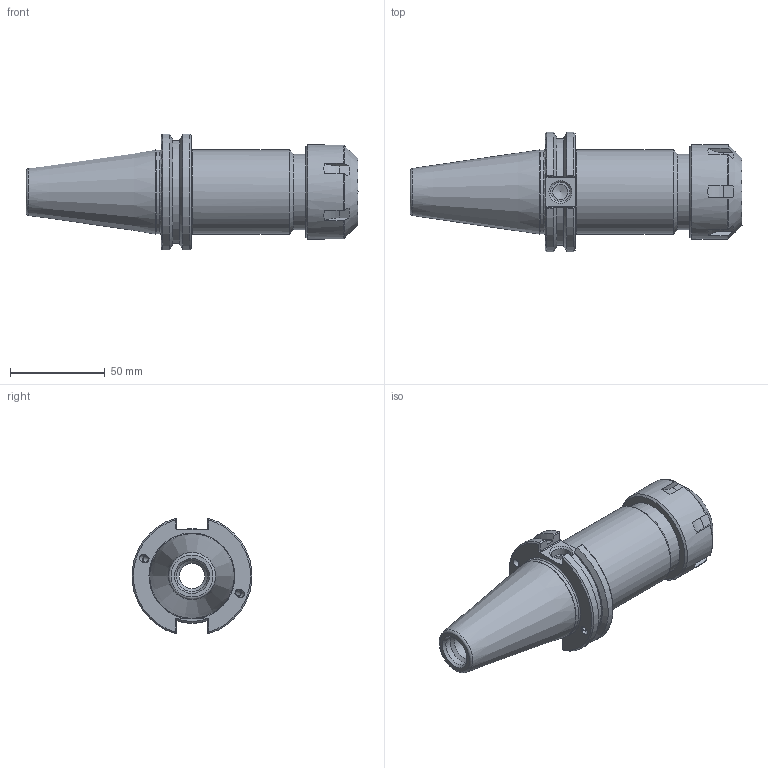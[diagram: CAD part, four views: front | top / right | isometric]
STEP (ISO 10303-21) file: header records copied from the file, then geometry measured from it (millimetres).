
FILE_DESCRIPTION((''),'2;1');
FILE_NAME('C40BC-32ERC422.iam.stp','2014-06-23T10:32:10',(''),(''),'Autodesk Inventor 2012','Autodesk Inventor 2012','');
FILE_SCHEMA(('AUTOMOTIVE_DESIGN { 1 0 10303 214 1 1 1 1 }'));
Length unit declared in the file: inch
Products named in the file (3): C40BC-32ERC422; 32ERCN; C40BC-32ER4-1
Assembly tree (2 placements, depth 2):
  C40BC-32ERC422
    32ERCN
    C40BC-32ER4-1
Bounding box: 175.45 x 63.26 x 61.05 mm (x, y, z)
Volume: 185680.1 mm3; surface area: 45410.6 mm2
Topology: 2 solids, 2 shells, 143 faces, 382 edges, 249 vertices
Faces by surface type: plane 59, cylinder 47, cone 28, torus 9
Full cylindrical faces by diameter (mm): 3.3 x4, 4.1 x4, 8.001 x1, 10.135 x1, 13.386 x1, 16.459 x1, 18.923 x1, 23.495 x1, 27 x1, 33 x1, 38.65 x1, 40 x1, 41 x1, 43.942 x1, 44.45 x1, 50 x1
Entity records: 4430 total; most frequent: CARTESIAN_POINT 1050, DIRECTION 658, ORIENTED_EDGE 640, EDGE_CURVE 320, AXIS2_PLACEMENT_3D 272, VERTEX_POINT 230, EDGE_LOOP 204, FACE_OUTER_BOUND 143
